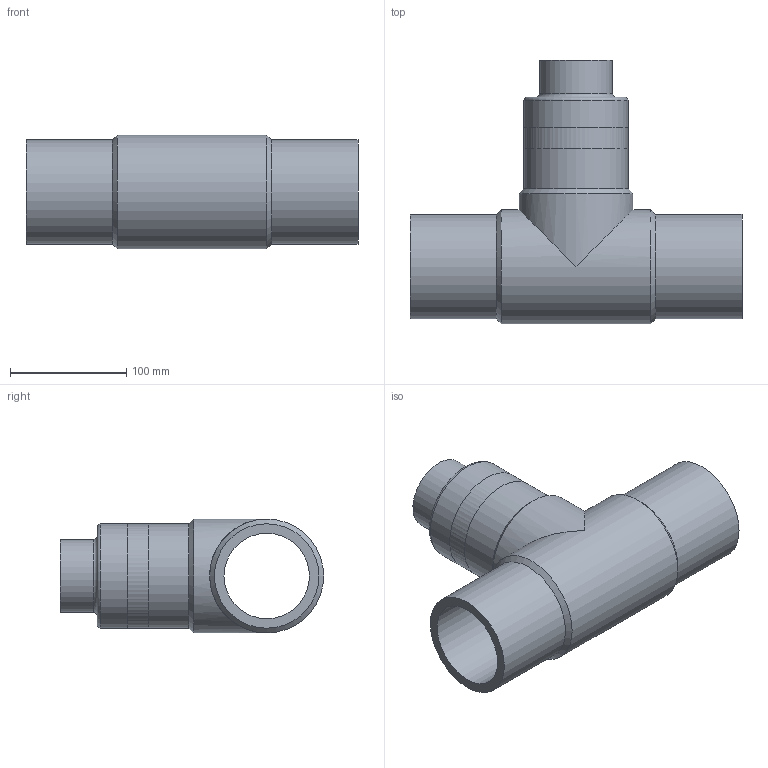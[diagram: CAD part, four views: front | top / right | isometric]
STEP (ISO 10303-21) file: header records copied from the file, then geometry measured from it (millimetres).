
FILE_DESCRIPTION (( 'STEP AP203' ), '1' );
FILE_NAME ('581248338.STEP', '2017-08-01T18:42:03', ( '' ), ( '' ), 'SwSTEP 2.0', 'SolidWorks 2017', '' );
FILE_SCHEMA (( 'CONFIG_CONTROL_DESIGN' ));
Length unit declared in the file: inch
Products named in the file (1): 581248338
Bounding box: 286 x 226.9 x 98.2 mm (x, y, z)
Volume: 1133786.6 mm3; surface area: 237598 mm2
Topology: 2 solids, 2 shells, 26 faces, 54 edges, 34 vertices
Faces by surface type: cylinder 12, plane 6, cone 4, torus 4
Full cylindrical faces by diameter (mm): 51.41 x1, 62.992 x1, 73.508 x1, 73.6 x2, 89.916 x1, 90 x3, 98.2 x2
Entity records: 759 total; most frequent: CARTESIAN_POINT 232, DIRECTION 102, ORIENTED_EDGE 54, EDGE_LOOP 52, AXIS2_PLACEMENT_3D 51, FACE_OUTER_BOUND 41, EDGE_CURVE 27, VERTEX_POINT 27
